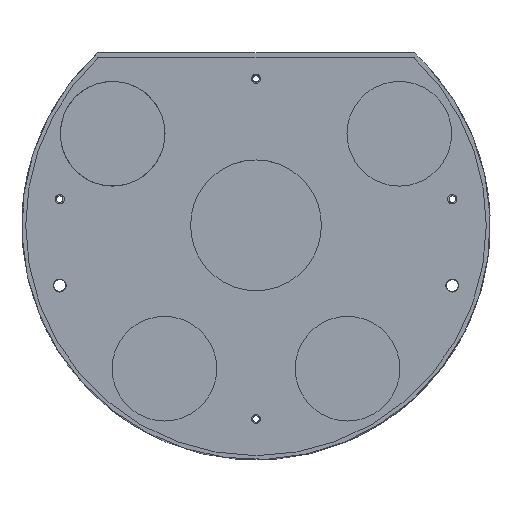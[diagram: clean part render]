
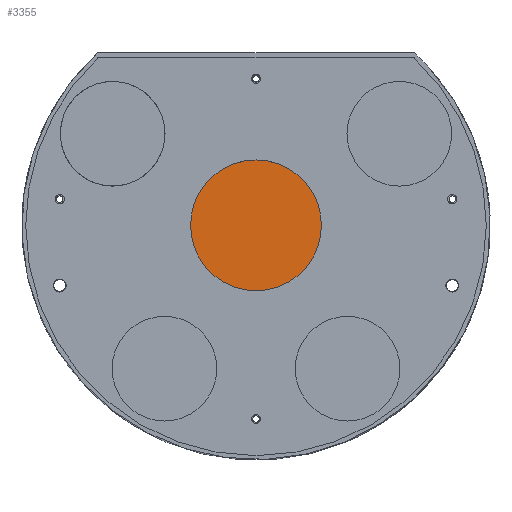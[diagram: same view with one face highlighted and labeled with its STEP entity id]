
A CAD part, top view. The second image highlights one B-rep face of the part: STEP entity #3355.
In plain terms, the highlighted planar face has unit normal (0, 0, 1).
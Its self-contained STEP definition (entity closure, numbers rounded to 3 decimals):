
#312 = DIRECTION ( 'NONE',  ( 1., 0., 0. ) ) ;
#464 = PLANE ( 'NONE',  #2889 ) ;
#860 = DIRECTION ( 'NONE',  ( 0., 0., 1. ) ) ;
#1456 = EDGE_CURVE ( 'NONE', #1894, #2376, #1565, .T. ) ;
#1565 = CIRCLE ( 'NONE', #3694, 25. ) ;
#1894 = VERTEX_POINT ( 'NONE', #3660 ) ;
#2222 = CARTESIAN_POINT ( 'NONE',  ( 0., 0., 0.5 ) ) ;
#2376 = VERTEX_POINT ( 'NONE', #5007 ) ;
#2860 = FACE_OUTER_BOUND ( 'NONE', #3533, .T. ) ;
#2889 = AXIS2_PLACEMENT_3D ( 'NONE', #3190, #3981, #4770 ) ;
#2984 = ORIENTED_EDGE ( 'NONE', *, *, #1456, .T. ) ;
#3140 = CIRCLE ( 'NONE', #4930, 25. ) ;
#3190 = CARTESIAN_POINT ( 'NONE',  ( 0., 0., 0.5 ) ) ;
#3355 = ADVANCED_FACE ( 'NONE', ( #2860 ), #464, .T. ) ;
#3533 = EDGE_LOOP ( 'NONE', ( #2984, #3965 ) ) ;
#3660 = CARTESIAN_POINT ( 'NONE',  ( -25., 0., 0.5 ) ) ;
#3694 = AXIS2_PLACEMENT_3D ( 'NONE', #2222, #3726, #312 ) ;
#3726 = DIRECTION ( 'NONE',  ( 0., 0., 1. ) ) ;
#3965 = ORIENTED_EDGE ( 'NONE', *, *, #4591, .T. ) ;
#3981 = DIRECTION ( 'NONE',  ( 0., 0., 1. ) ) ;
#4433 = DIRECTION ( 'NONE',  ( 1., 0., 0. ) ) ;
#4591 = EDGE_CURVE ( 'NONE', #2376, #1894, #3140, .T. ) ;
#4770 = DIRECTION ( 'NONE',  ( 1., 0., 0. ) ) ;
#4790 = CARTESIAN_POINT ( 'NONE',  ( 0., 0., 0.5 ) ) ;
#4930 = AXIS2_PLACEMENT_3D ( 'NONE', #4790, #860, #4433 ) ;
#5007 = CARTESIAN_POINT ( 'NONE',  ( 25., 0., 0.5 ) ) ;
